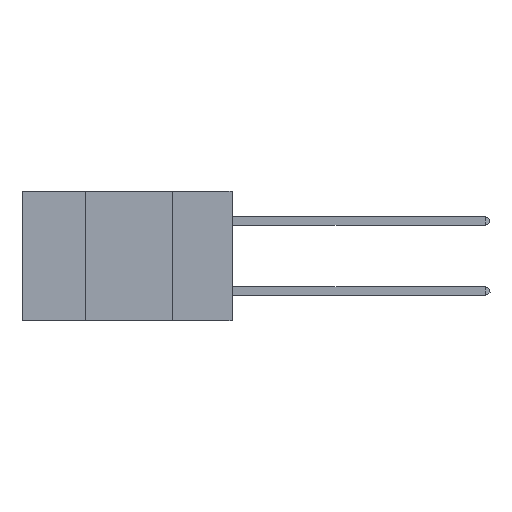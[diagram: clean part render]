
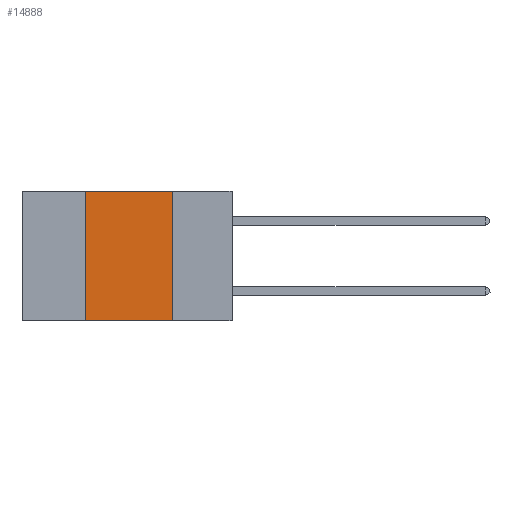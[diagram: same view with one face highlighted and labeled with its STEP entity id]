
A CAD part, left-side view. The second image highlights one B-rep face of the part: STEP entity #14888.
In plain terms, the highlighted planar face has unit normal (-1, 0, 0).
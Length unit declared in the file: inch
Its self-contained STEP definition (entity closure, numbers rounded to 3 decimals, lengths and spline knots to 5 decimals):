
#300 = VECTOR ( 'NONE', #23221, 39.37008 ) ;
#578 = FACE_OUTER_BOUND ( 'NONE', #14965, .T. ) ;
#1877 = VECTOR ( 'NONE', #23167, 39.37008 ) ;
#2135 = CARTESIAN_POINT ( 'NONE',  ( 0., 0.17, -0.37 ) ) ;
#2651 = VECTOR ( 'NONE', #13165, 39.37008 ) ;
#2771 = CARTESIAN_POINT ( 'NONE',  ( 0., 0.42, -0.37 ) ) ;
#2814 = CARTESIAN_POINT ( 'NONE',  ( 0., 0.6, 0. ) ) ;
#3146 = CARTESIAN_POINT ( 'NONE',  ( 0., 0.17, 0. ) ) ;
#4752 = VERTEX_POINT ( 'NONE', #2771 ) ;
#6045 = LINE ( 'NONE', #20184, #25363 ) ;
#6887 = AXIS2_PLACEMENT_3D ( 'NONE', #2814, #24587, #10300 ) ;
#7216 = CARTESIAN_POINT ( 'NONE',  ( 0., 0.17, 0. ) ) ;
#7810 = VERTEX_POINT ( 'NONE', #7216 ) ;
#8316 = ORIENTED_EDGE ( 'NONE', *, *, #16680, .F. ) ;
#8566 = LINE ( 'NONE', #18253, #1877 ) ;
#9797 = ORIENTED_EDGE ( 'NONE', *, *, #22005, .T. ) ;
#10300 = DIRECTION ( 'NONE',  ( 0., 0., -1. ) ) ;
#11321 = LINE ( 'NONE', #28300, #300 ) ;
#11600 = EDGE_CURVE ( 'NONE', #7810, #12621, #24914, .T. ) ;
#11852 = VERTEX_POINT ( 'NONE', #26972 ) ;
#12621 = VERTEX_POINT ( 'NONE', #2135 ) ;
#13165 = DIRECTION ( 'NONE',  ( 0., 0., -1. ) ) ;
#14888 = ADVANCED_FACE ( 'NONE', ( #578 ), #19514, .F. ) ;
#14965 = EDGE_LOOP ( 'NONE', ( #15043, #8316, #31310, #9797 ) ) ;
#15043 = ORIENTED_EDGE ( 'NONE', *, *, #11600, .F. ) ;
#16074 = EDGE_CURVE ( 'NONE', #4752, #11852, #11321, .T. ) ;
#16680 = EDGE_CURVE ( 'NONE', #11852, #7810, #8566, .T. ) ;
#18253 = CARTESIAN_POINT ( 'NONE',  ( 0., 0.6, 0. ) ) ;
#19514 = PLANE ( 'NONE',  #6887 ) ;
#20184 = CARTESIAN_POINT ( 'NONE',  ( 0., 0.6, -0.37 ) ) ;
#22005 = EDGE_CURVE ( 'NONE', #4752, #12621, #6045, .T. ) ;
#23167 = DIRECTION ( 'NONE',  ( 0., -1., 0. ) ) ;
#23221 = DIRECTION ( 'NONE',  ( 0., 0., 1. ) ) ;
#24587 = DIRECTION ( 'NONE',  ( 1., 0., 0. ) ) ;
#24914 = LINE ( 'NONE', #3146, #2651 ) ;
#25363 = VECTOR ( 'NONE', #25411, 39.37008 ) ;
#25411 = DIRECTION ( 'NONE',  ( 0., -1., 0. ) ) ;
#26972 = CARTESIAN_POINT ( 'NONE',  ( 0., 0.42, 0. ) ) ;
#28300 = CARTESIAN_POINT ( 'NONE',  ( 0., 0.42, 0. ) ) ;
#31310 = ORIENTED_EDGE ( 'NONE', *, *, #16074, .F. ) ;
